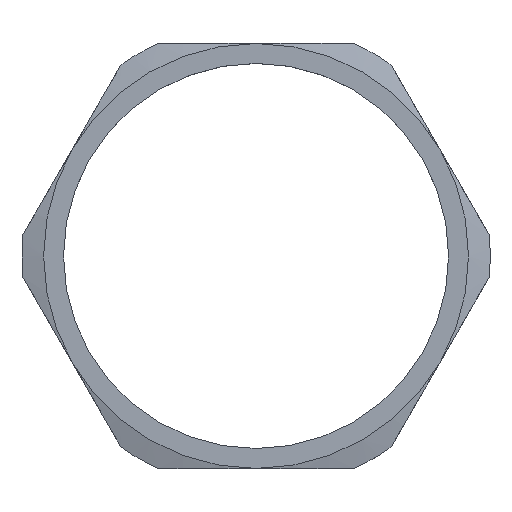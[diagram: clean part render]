
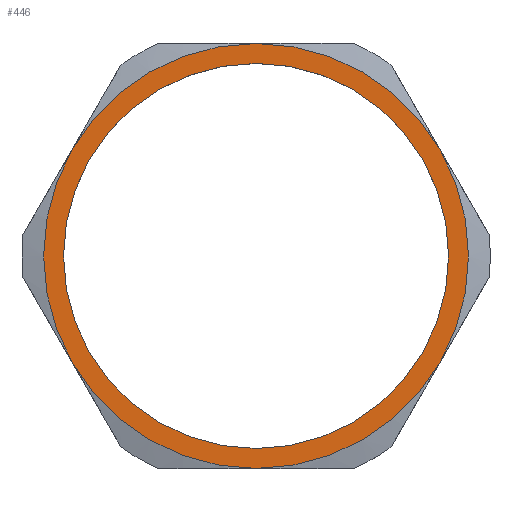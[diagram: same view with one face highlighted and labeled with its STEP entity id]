
A CAD part, top view. The second image highlights one B-rep face of the part: STEP entity #446.
In plain terms, the highlighted planar face has unit normal (0, 0, 1).
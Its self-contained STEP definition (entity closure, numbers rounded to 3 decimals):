
#7 = ORIENTED_EDGE ( 'NONE', *, *, #405, .F. ) ;
#24 = AXIS2_PLACEMENT_3D ( 'NONE', #475, #474, #471 ) ;
#55 = EDGE_LOOP ( 'NONE', ( #106, #149 ) ) ;
#61 = CIRCLE ( 'NONE', #115, 32. ) ;
#64 = AXIS2_PLACEMENT_3D ( 'NONE', #558, #554, #553 ) ;
#80 = AXIS2_PLACEMENT_3D ( 'NONE', #580, #579, #577 ) ;
#82 = AXIS2_PLACEMENT_3D ( 'NONE', #587, #585, #584 ) ;
#97 = CIRCLE ( 'NONE', #82, 32. ) ;
#103 = VERTEX_POINT ( 'NONE', #650 ) ;
#104 = AXIS2_PLACEMENT_3D ( 'NONE', #651, #649, #643 ) ;
#106 = ORIENTED_EDGE ( 'NONE', *, *, #357, .F. ) ;
#110 = AXIS2_PLACEMENT_3D ( 'NONE', #665, #664, #663 ) ;
#115 = AXIS2_PLACEMENT_3D ( 'NONE', #718, #709, #707 ) ;
#122 = EDGE_LOOP ( 'NONE', ( #7, #325, #356, #755, #568, #572 ) ) ;
#132 = CIRCLE ( 'NONE', #110, 32. ) ;
#135 = AXIS2_PLACEMENT_3D ( 'NONE', #801, #786, #783 ) ;
#149 = ORIENTED_EDGE ( 'NONE', *, *, #531, .F. ) ;
#158 = AXIS2_PLACEMENT_3D ( 'NONE', #462, #387, #445 ) ;
#167 = VERTEX_POINT ( 'NONE', #536 ) ;
#170 = CIRCLE ( 'NONE', #80, 32. ) ;
#193 = CARTESIAN_POINT ( 'NONE',  ( 27.713, -16., 2.75 ) ) ;
#211 = EDGE_CURVE ( 'NONE', #775, #103, #745, .T. ) ;
#219 = CIRCLE ( 'NONE', #135, 32. ) ;
#245 = VERTEX_POINT ( 'NONE', #347 ) ;
#256 = EDGE_CURVE ( 'NONE', #103, #332, #219, .T. ) ;
#260 = CARTESIAN_POINT ( 'NONE',  ( 0., 32., 2.75 ) ) ;
#292 = CIRCLE ( 'NONE', #24, 29. ) ;
#295 = VERTEX_POINT ( 'NONE', #741 ) ;
#299 = FACE_BOUND ( 'NONE', #55, .T. ) ;
#302 = FACE_OUTER_BOUND ( 'NONE', #122, .T. ) ;
#310 = EDGE_CURVE ( 'NONE', #332, #424, #61, .T. ) ;
#325 = ORIENTED_EDGE ( 'NONE', *, *, #350, .F. ) ;
#332 = VERTEX_POINT ( 'NONE', #689 ) ;
#347 = CARTESIAN_POINT ( 'NONE',  ( 29., 0., 2.75 ) ) ;
#350 = EDGE_CURVE ( 'NONE', #424, #713, #132, .T. ) ;
#356 = ORIENTED_EDGE ( 'NONE', *, *, #310, .F. ) ;
#357 = EDGE_CURVE ( 'NONE', #245, #167, #401, .T. ) ;
#387 = DIRECTION ( 'NONE',  ( 0., 0., -1. ) ) ;
#401 = CIRCLE ( 'NONE', #104, 29. ) ;
#405 = EDGE_CURVE ( 'NONE', #713, #295, #97, .T. ) ;
#407 = EDGE_CURVE ( 'NONE', #295, #775, #170, .T. ) ;
#424 = VERTEX_POINT ( 'NONE', #573 ) ;
#445 = DIRECTION ( 'NONE',  ( 0., 1., 0. ) ) ;
#446 = ADVANCED_FACE ( 'NONE', ( #299, #302 ), #561, .T. ) ;
#462 = CARTESIAN_POINT ( 'NONE',  ( 0., 0., 2.75 ) ) ;
#471 = DIRECTION ( 'NONE',  ( 1., 0., 0. ) ) ;
#474 = DIRECTION ( 'NONE',  ( 0., 0., 1. ) ) ;
#475 = CARTESIAN_POINT ( 'NONE',  ( 0., 0., 2.75 ) ) ;
#531 = EDGE_CURVE ( 'NONE', #167, #245, #292, .T. ) ;
#536 = CARTESIAN_POINT ( 'NONE',  ( -29., 0., 2.75 ) ) ;
#553 = DIRECTION ( 'NONE',  ( 1., 0., 0. ) ) ;
#554 = DIRECTION ( 'NONE',  ( 0., 0., 1. ) ) ;
#558 = CARTESIAN_POINT ( 'NONE',  ( 0., 0., 2.75 ) ) ;
#561 = PLANE ( 'NONE',  #64 ) ;
#568 = ORIENTED_EDGE ( 'NONE', *, *, #211, .F. ) ;
#572 = ORIENTED_EDGE ( 'NONE', *, *, #407, .F. ) ;
#573 = CARTESIAN_POINT ( 'NONE',  ( -27.713, 16., 2.75 ) ) ;
#577 = DIRECTION ( 'NONE',  ( 0., 1., 0. ) ) ;
#579 = DIRECTION ( 'NONE',  ( 0., 0., -1. ) ) ;
#580 = CARTESIAN_POINT ( 'NONE',  ( 0., 0., 2.75 ) ) ;
#584 = DIRECTION ( 'NONE',  ( 0., 1., 0. ) ) ;
#585 = DIRECTION ( 'NONE',  ( 0., 0., -1. ) ) ;
#587 = CARTESIAN_POINT ( 'NONE',  ( 0., 0., 2.75 ) ) ;
#643 = DIRECTION ( 'NONE',  ( 1., 0., 0. ) ) ;
#649 = DIRECTION ( 'NONE',  ( 0., 0., 1. ) ) ;
#650 = CARTESIAN_POINT ( 'NONE',  ( 0., -32., 2.75 ) ) ;
#651 = CARTESIAN_POINT ( 'NONE',  ( 0., 0., 2.75 ) ) ;
#663 = DIRECTION ( 'NONE',  ( 0., 1., 0. ) ) ;
#664 = DIRECTION ( 'NONE',  ( 0., 0., -1. ) ) ;
#665 = CARTESIAN_POINT ( 'NONE',  ( 0., 0., 2.75 ) ) ;
#689 = CARTESIAN_POINT ( 'NONE',  ( -27.713, -16., 2.75 ) ) ;
#707 = DIRECTION ( 'NONE',  ( 0., 1., 0. ) ) ;
#709 = DIRECTION ( 'NONE',  ( 0., 0., -1. ) ) ;
#713 = VERTEX_POINT ( 'NONE', #260 ) ;
#718 = CARTESIAN_POINT ( 'NONE',  ( 0., 0., 2.75 ) ) ;
#741 = CARTESIAN_POINT ( 'NONE',  ( 27.713, 16., 2.75 ) ) ;
#745 = CIRCLE ( 'NONE', #158, 32. ) ;
#755 = ORIENTED_EDGE ( 'NONE', *, *, #256, .F. ) ;
#775 = VERTEX_POINT ( 'NONE', #193 ) ;
#783 = DIRECTION ( 'NONE',  ( 0., 1., 0. ) ) ;
#786 = DIRECTION ( 'NONE',  ( 0., 0., -1. ) ) ;
#801 = CARTESIAN_POINT ( 'NONE',  ( 0., 0., 2.75 ) ) ;
